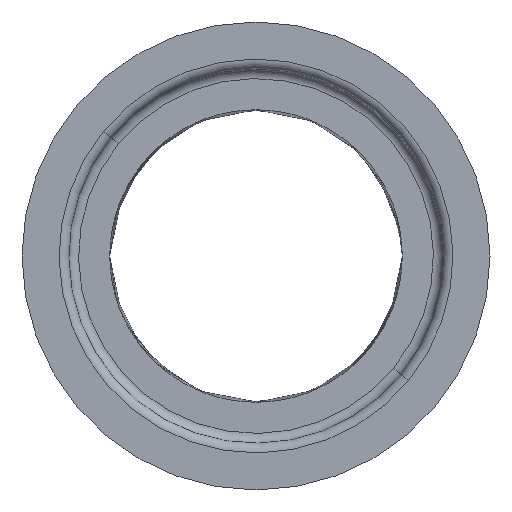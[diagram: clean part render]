
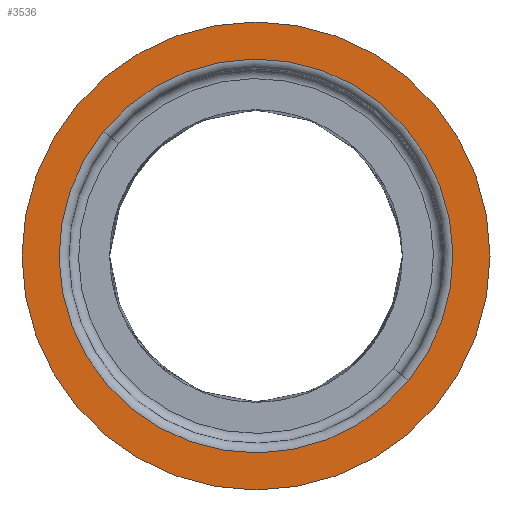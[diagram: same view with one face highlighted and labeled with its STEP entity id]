
A CAD part, front view. The second image highlights one B-rep face of the part: STEP entity #3536.
In plain terms, the highlighted face is planar.
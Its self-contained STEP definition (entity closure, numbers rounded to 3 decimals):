
#289 = DIRECTION ( 'NONE',  ( 0., 0., -1. ) ) ;
#349 = CARTESIAN_POINT ( 'NONE',  ( 0., 0., -80. ) ) ;
#485 = EDGE_CURVE ( 'NONE', #6546, #6795, #11044, .T. ) ;
#730 = AXIS2_PLACEMENT_3D ( 'NONE', #349, #12529, #5919 ) ;
#1454 = ORIENTED_EDGE ( 'NONE', *, *, #14840, .T. ) ;
#1824 = AXIS2_PLACEMENT_3D ( 'NONE', #14431, #289, #9449 ) ;
#2414 = DIRECTION ( 'NONE',  ( 0.775, 0.632, 0. ) ) ;
#2565 = CIRCLE ( 'NONE', #1824, 240. ) ;
#3401 = ORIENTED_EDGE ( 'NONE', *, *, #12058, .T. ) ;
#3536 = ADVANCED_FACE ( 'NONE', ( #18234, #16382 ), #4324, .F. ) ;
#3551 = CARTESIAN_POINT ( 'NONE',  ( 0., 0., -80. ) ) ;
#3685 = CARTESIAN_POINT ( 'NONE',  ( -156.475, -127.748, -80. ) ) ;
#3873 = DIRECTION ( 'NONE',  ( 0., 0., 1. ) ) ;
#4324 = PLANE ( 'NONE',  #6979 ) ;
#4694 = ORIENTED_EDGE ( 'NONE', *, *, #485, .T. ) ;
#5486 = CARTESIAN_POINT ( 'NONE',  ( 156.475, 127.748, -80. ) ) ;
#5901 = CIRCLE ( 'NONE', #18843, 202. ) ;
#5919 = DIRECTION ( 'NONE',  ( 0.775, 0.632, 0. ) ) ;
#6200 = CARTESIAN_POINT ( 'NONE',  ( -240., 0., -80. ) ) ;
#6545 = CARTESIAN_POINT ( 'NONE',  ( 240., 0., -80. ) ) ;
#6546 = VERTEX_POINT ( 'NONE', #6200 ) ;
#6795 = VERTEX_POINT ( 'NONE', #6545 ) ;
#6979 = AXIS2_PLACEMENT_3D ( 'NONE', #18120, #3873, #11172 ) ;
#7030 = CIRCLE ( 'NONE', #730, 202. ) ;
#7514 = CARTESIAN_POINT ( 'NONE',  ( 0., 0., -80. ) ) ;
#7824 = EDGE_LOOP ( 'NONE', ( #20319, #1454 ) ) ;
#8802 = EDGE_CURVE ( 'NONE', #20761, #10948, #5901, .T. ) ;
#8893 = EDGE_LOOP ( 'NONE', ( #4694, #3401 ) ) ;
#9449 = DIRECTION ( 'NONE',  ( -1., 0., 0. ) ) ;
#10948 = VERTEX_POINT ( 'NONE', #3685 ) ;
#11044 = CIRCLE ( 'NONE', #21759, 240. ) ;
#11172 = DIRECTION ( 'NONE',  ( 1., 0., 0. ) ) ;
#12058 = EDGE_CURVE ( 'NONE', #6795, #6546, #2565, .T. ) ;
#12529 = DIRECTION ( 'NONE',  ( 0., 0., 1. ) ) ;
#14431 = CARTESIAN_POINT ( 'NONE',  ( 0., 0., -80. ) ) ;
#14589 = DIRECTION ( 'NONE',  ( 0., 0., 1. ) ) ;
#14840 = EDGE_CURVE ( 'NONE', #10948, #20761, #7030, .T. ) ;
#16382 = FACE_OUTER_BOUND ( 'NONE', #8893, .T. ) ;
#17574 = DIRECTION ( 'NONE',  ( 0., 0., -1. ) ) ;
#18120 = CARTESIAN_POINT ( 'NONE',  ( 0., 0., -80. ) ) ;
#18234 = FACE_BOUND ( 'NONE', #7824, .T. ) ;
#18843 = AXIS2_PLACEMENT_3D ( 'NONE', #7514, #14589, #2414 ) ;
#18959 = DIRECTION ( 'NONE',  ( -1., 0., 0. ) ) ;
#20319 = ORIENTED_EDGE ( 'NONE', *, *, #8802, .T. ) ;
#20761 = VERTEX_POINT ( 'NONE', #5486 ) ;
#21759 = AXIS2_PLACEMENT_3D ( 'NONE', #3551, #17574, #18959 ) ;
